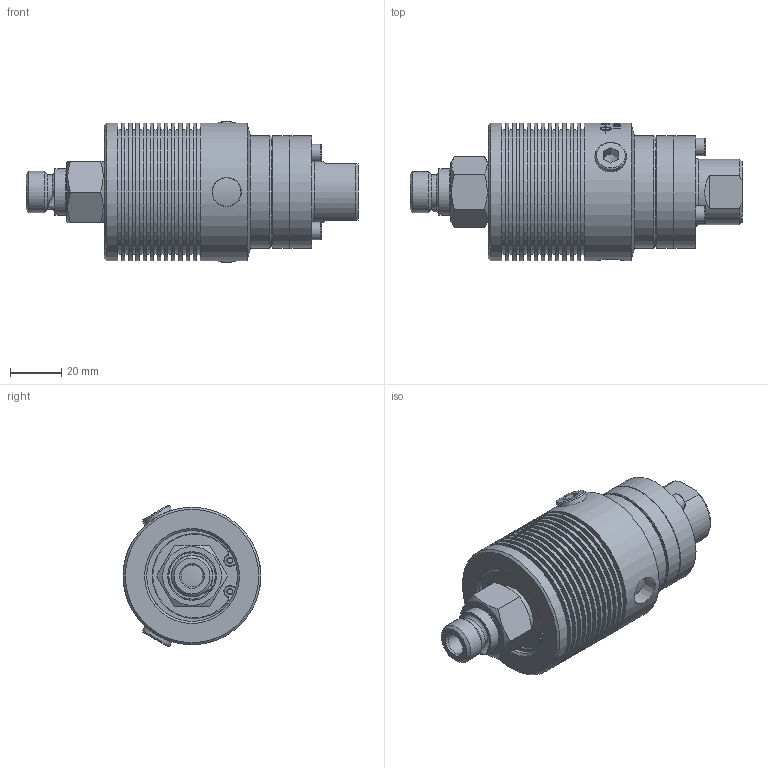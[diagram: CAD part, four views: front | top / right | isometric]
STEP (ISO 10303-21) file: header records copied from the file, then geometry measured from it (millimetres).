
FILE_DESCRIPTION(/* description */ (''),/* implementation_level */ '2;1');
FILE_NAME(/* name */ '1109-082-188-IC.stp',/* time_stamp */ '2020-05-21T11:15:13-05:00',/* author */ ('dyurkovich'),/* organization */ (''),/* preprocessor_version */ 'ST-DEVELOPER v18',/* originating_system */ 'Autodesk Inventor 2020',/* authorisation */ '');
FILE_SCHEMA (('AUTOMOTIVE_DESIGN { 1 0 10303 214 3 1 1 }'));
Products named in the file (1): 1109-082-188-IC
Bounding box: 128.97 x 53.48 x 54.88 mm (x, y, z)
Volume: 166182.8 mm3; surface area: 34700.7 mm2
Topology: 4 solids, 4 shells, 532 faces, 1351 edges, 910 vertices
Faces by surface type: bspline 190, plane 188, cylinder 104, torus 27, cone 23
Full cylindrical faces by diameter (mm): 2 x2, 4.166 x3, 4.5 x3, 6.86 x3, 7.2 x3, 8.5 x1, 13.5 x1, 14.25 x1, 15.968 x1, 17.993 x1, 18.16 x1, 18.72 x1, 21.4 x1, 25.4 x1, 35.27 x1, 37.25 x1, 42.311 x1, 43.6 x3, 48.3 x12, 53.45 x13
Entity records: 66181 total; most frequent: CARTESIAN_POINT 53704, ORIENTED_EDGE 2694, DIRECTION 2181, EDGE_CURVE 1347, VERTEX_POINT 910, AXIS2_PLACEMENT_3D 835, EDGE_LOOP 629, ADVANCED_FACE 532
